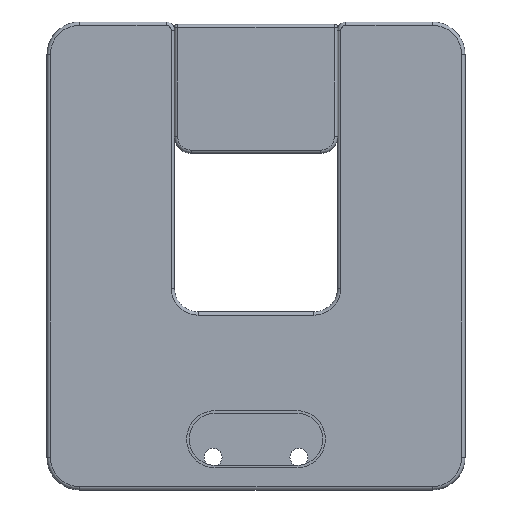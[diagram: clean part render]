
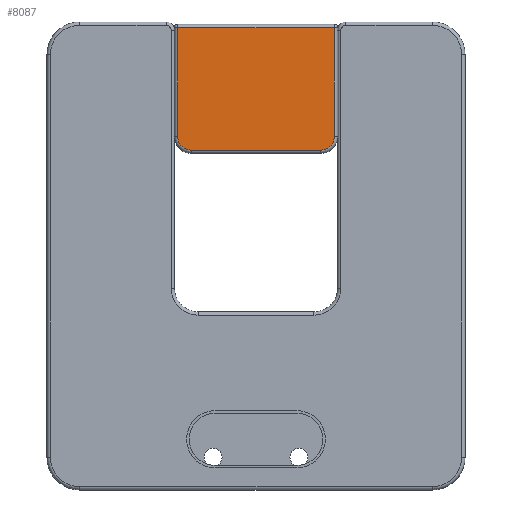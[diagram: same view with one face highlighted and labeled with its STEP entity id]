
A CAD part, top view. The second image highlights one B-rep face of the part: STEP entity #8087.
In plain terms, the highlighted face is planar.
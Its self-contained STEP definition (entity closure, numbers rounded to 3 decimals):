
#8075 = ORIENTED_EDGE ( 'NONE', *, *, #8076, .T. ) ;
#8076 = EDGE_CURVE ( 'NONE', #8101, #8077, #21889, .T. ) ;
#8077 = VERTEX_POINT ( 'NONE', #21884 ) ;
#8078 = ORIENTED_EDGE ( 'NONE', *, *, #8079, .T. ) ;
#8079 = EDGE_CURVE ( 'NONE', #8077, #8091, #21883, .T. ) ;
#8087 = ADVANCED_FACE ( 'NONE', ( #21872 ), #21878, .T. ) ;
#8088 = EDGE_LOOP ( 'NONE', ( #8089, #8093, #8096, #8099, #8075, #8078 ) ) ;
#8089 = ORIENTED_EDGE ( 'NONE', *, *, #8090, .T. ) ;
#8090 = EDGE_CURVE ( 'NONE', #8091, #8092, #21935, .T. ) ;
#8091 = VERTEX_POINT ( 'NONE', #21928 ) ;
#8092 = VERTEX_POINT ( 'NONE', #21927 ) ;
#8093 = ORIENTED_EDGE ( 'NONE', *, *, #8094, .T. ) ;
#8094 = EDGE_CURVE ( 'NONE', #8092, #8095, #21926, .T. ) ;
#8095 = VERTEX_POINT ( 'NONE', #21922 ) ;
#8096 = ORIENTED_EDGE ( 'NONE', *, *, #8097, .T. ) ;
#8097 = EDGE_CURVE ( 'NONE', #8095, #8098, #21921, .T. ) ;
#8098 = VERTEX_POINT ( 'NONE', #21916 ) ;
#8099 = ORIENTED_EDGE ( 'NONE', *, *, #8100, .T. ) ;
#8100 = EDGE_CURVE ( 'NONE', #8098, #8101, #21915, .T. ) ;
#8101 = VERTEX_POINT ( 'NONE', #21911 ) ;
#21871 = AXIS2_PLACEMENT_3D ( 'NONE', #21934, #21933, #21932 ) ;
#21872 = FACE_OUTER_BOUND ( 'NONE', #8088, .T. ) ;
#21878 = PLANE ( 'NONE',  #21871 ) ;
#21880 = DIRECTION ( 'NONE',  ( 0., 1., 0. ) ) ;
#21881 = VECTOR ( 'NONE', #21880, 1000. ) ;
#21882 = CARTESIAN_POINT ( 'NONE',  ( -9.6, 7.9, -1.6 ) ) ;
#21883 = LINE ( 'NONE', #21882, #21881 ) ;
#21884 = CARTESIAN_POINT ( 'NONE',  ( -9.6, -5.8, -1.6 ) ) ;
#21885 = DIRECTION ( 'NONE',  ( -1., 0., 0. ) ) ;
#21886 = DIRECTION ( 'NONE',  ( 0., 0., -1. ) ) ;
#21887 = CARTESIAN_POINT ( 'NONE',  ( -7.9, -5.8, -1.6 ) ) ;
#21888 = AXIS2_PLACEMENT_3D ( 'NONE', #21887, #21886, #21885 ) ;
#21889 = CIRCLE ( 'NONE', #21888, 1.7 ) ;
#21911 = CARTESIAN_POINT ( 'NONE',  ( -7.9, -7.5, -1.6 ) ) ;
#21912 = DIRECTION ( 'NONE',  ( -1., 0., 0. ) ) ;
#21913 = VECTOR ( 'NONE', #21912, 1000. ) ;
#21914 = CARTESIAN_POINT ( 'NONE',  ( -7.9, -7.5, -1.6 ) ) ;
#21915 = LINE ( 'NONE', #21914, #21913 ) ;
#21916 = CARTESIAN_POINT ( 'NONE',  ( 7.9, -7.5, -1.6 ) ) ;
#21917 = DIRECTION ( 'NONE',  ( -1., 0., 0. ) ) ;
#21918 = DIRECTION ( 'NONE',  ( 0., 0., -1. ) ) ;
#21919 = CARTESIAN_POINT ( 'NONE',  ( 7.9, -5.8, -1.6 ) ) ;
#21920 = AXIS2_PLACEMENT_3D ( 'NONE', #21919, #21918, #21917 ) ;
#21921 = CIRCLE ( 'NONE', #21920, 1.7 ) ;
#21922 = CARTESIAN_POINT ( 'NONE',  ( 9.6, -5.8, -1.6 ) ) ;
#21923 = DIRECTION ( 'NONE',  ( 0., -1., 0. ) ) ;
#21924 = VECTOR ( 'NONE', #21923, 1000. ) ;
#21925 = CARTESIAN_POINT ( 'NONE',  ( 9.6, -5.8, -1.6 ) ) ;
#21926 = LINE ( 'NONE', #21925, #21924 ) ;
#21927 = CARTESIAN_POINT ( 'NONE',  ( 9.6, 7.5, -1.6 ) ) ;
#21928 = CARTESIAN_POINT ( 'NONE',  ( -9.6, 7.5, -1.6 ) ) ;
#21929 = DIRECTION ( 'NONE',  ( 1., 0., 0. ) ) ;
#21930 = VECTOR ( 'NONE', #21929, 1000. ) ;
#21931 = CARTESIAN_POINT ( 'NONE',  ( 10., 7.5, -1.6 ) ) ;
#21932 = DIRECTION ( 'NONE',  ( -1., 0., 0. ) ) ;
#21933 = DIRECTION ( 'NONE',  ( 0., 0., -1. ) ) ;
#21934 = CARTESIAN_POINT ( 'NONE',  ( -7.9, -5.8, -1.6 ) ) ;
#21935 = LINE ( 'NONE', #21931, #21930 ) ;
